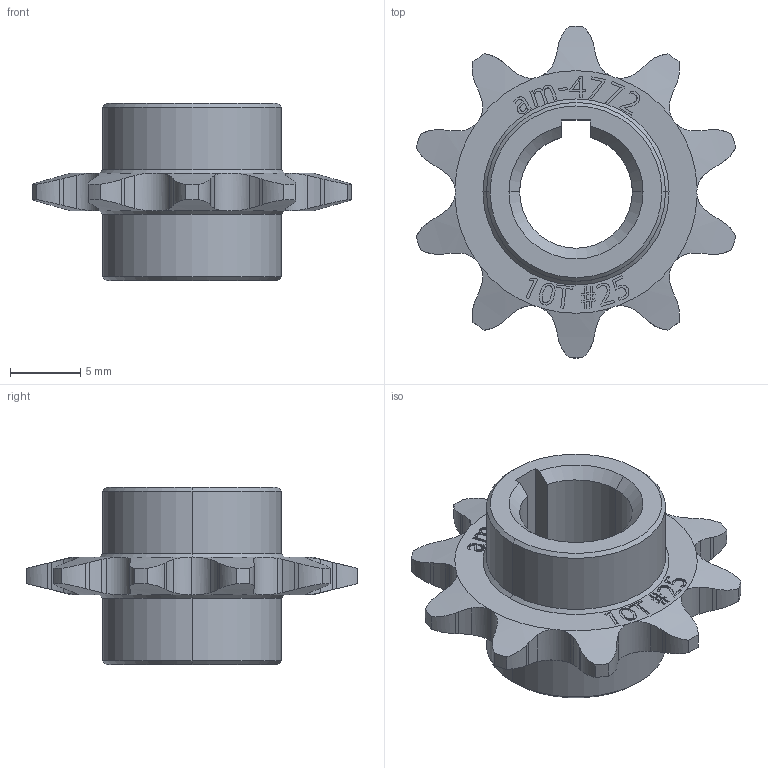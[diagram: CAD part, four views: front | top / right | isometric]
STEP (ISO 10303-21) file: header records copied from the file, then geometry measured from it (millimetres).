
FILE_DESCRIPTION (( 'STEP AP203' ), '1' );
FILE_NAME ('am-4772 10T 25 Chain 8mm Key Symmetrical.STEP', '2022-08-02T13:07:13', ( '' ), ( '' ), 'SwSTEP 2.0', 'SolidWorks 2022', '' );
FILE_SCHEMA (( 'CONFIG_CONTROL_DESIGN' ));
Length unit declared in the file: inch
Products named in the file (1): am-4772 10T 25 Chain 8mm Key Symmetrical
Bounding box: 22.7 x 23.56 x 12.57 mm (x, y, z)
Volume: 1368.6 mm3; surface area: 1422.1 mm2
Topology: 1 solids, 1 shells, 333 faces, 924 edges, 612 vertices
Faces by surface type: plane 172, cylinder 72, bspline 55, cone 34
Entity records: 13409 total; most frequent: CARTESIAN_POINT 5433, ORIENTED_EDGE 1848, DIRECTION 1290, EDGE_CURVE 924, VERTEX_POINT 612, VECTOR 552, LINE 552, AXIS2_PLACEMENT_3D 369
